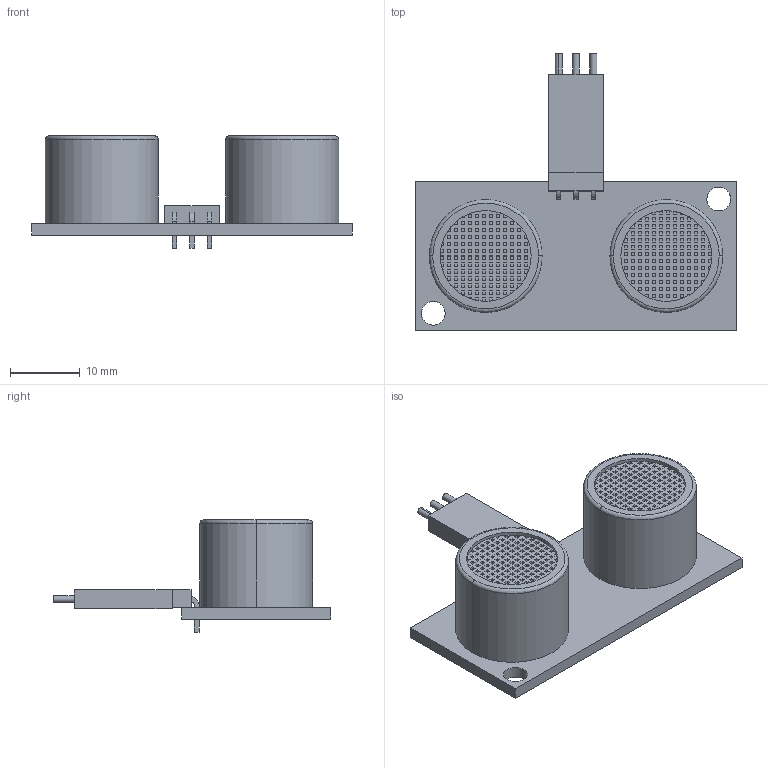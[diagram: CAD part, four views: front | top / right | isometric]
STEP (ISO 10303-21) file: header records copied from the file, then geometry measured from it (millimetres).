
FILE_DESCRIPTION (( 'STEP AP214' ), '1' );
FILE_NAME ('User Library-PING ultrasonic distance sensor.STEP', '2018-09-18T09:40:09', ( '' ), ( '' ), 'SwSTEP 2.0', 'SolidWorks 2018', '' );
FILE_SCHEMA (( 'AUTOMOTIVE_DESIGN' ));
Length unit declared in the file: millimetre
Products named in the file (11): User Library-PING ultrasonic distance sensor_ultrasonic microphone; User Library-PING ultrasonic distance sensor_ultrasonic plate; User Library-PING ultrasonic distance sensor_grid; User Library-PING ultrasonic distance sensor_3 pin connector; User Library-PING ultrasonic distance sensor_pin-001; User Library-PING ultrasonic distance sensor_1mm wire - red; User Library-PING ultrasonic distance sensor; User Library-PING ultrasonic distance sensor_pin connector 14; User Library-PING ultrasonic distance sensor_1mm wire - black; User Library-PING ultrasonic distance sensor_1mm wire - white; User Library-PING ultrasonic distance sensor_pin connector 3
Assembly tree (14 placements, depth 3):
  User Library-PING ultrasonic distance sensor
    User Library-PING ultrasonic distance sensor_ultrasonic plate
    User Library-PING ultrasonic distance sensor_ultrasonic microphone  x2
    User Library-PING ultrasonic distance sensor_3 pin connector
      User Library-PING ultrasonic distance sensor_pin connector 14
      User Library-PING ultrasonic distance sensor_pin connector 3
      User Library-PING ultrasonic distance sensor_pin-001  x3
      User Library-PING ultrasonic distance sensor_1mm wire - red
      User Library-PING ultrasonic distance sensor_1mm wire - white
      User Library-PING ultrasonic distance sensor_1mm wire - black
    User Library-PING ultrasonic distance sensor_grid  x2
Bounding box: 45.83 x 39.68 x 16.05 mm (x, y, z)
Volume: 4455.3 mm3; surface area: 6342.1 mm2
Topology: 11 solids, 13 shells, 1214 faces, 3562 edges, 2360 vertices
Faces by surface type: plane 1138, cylinder 72, bspline 4
Entity records: 21037 total; most frequent: CARTESIAN_POINT 3670, ORIENTED_EDGE 3596, DIRECTION 3154, EDGE_CURVE 1802, LINE 1718, VECTOR 1718, VERTEX_POINT 1194, EDGE_LOOP 858
